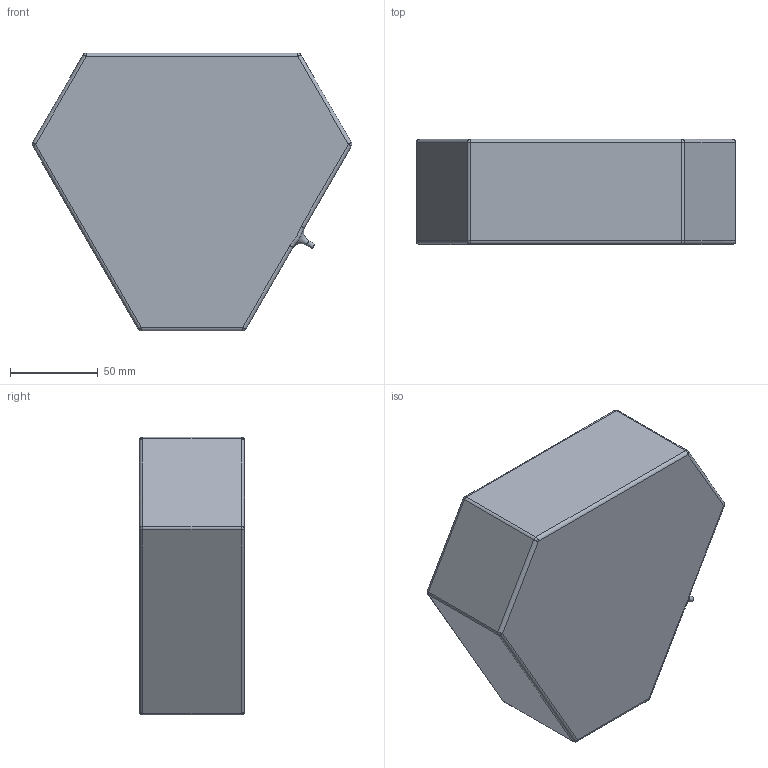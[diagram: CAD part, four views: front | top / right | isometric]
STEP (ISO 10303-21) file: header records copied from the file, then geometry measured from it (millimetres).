
FILE_DESCRIPTION(/* description */ (''),/* implementation_level */ '2;1');
FILE_NAME(/* name */ 'watertank_plate v2.step',/* time_stamp */ '2018-02-05T15:18:29+01:00',/* author */ ('trm79'),/* organization */ (''),/* preprocessor_version */ 'ST-DEVELOPER v16.13',/* originating_system */ 'Autodesk Translation Framework v6.5.0.72',/* authorisation */ '');
FILE_SCHEMA (('AUTOMOTIVE_DESIGN { 1 0 10303 214 3 1 1 }'));
Length unit declared in the file: millimetre
Products named in the file (1): watertank_plate
Bounding box: 182.66 x 60 x 158.73 mm (x, y, z)
Volume: 259659.1 mm3; surface area: 102353.6 mm2
Topology: 1 solids, 1 shells, 89 faces, 194 edges, 107 vertices
Faces by surface type: cylinder 39, plane 26, sphere 16, torus 7, bspline 1
Full cylindrical faces by diameter (mm): 2 x1, 3 x1
Entity records: 2499 total; most frequent: CARTESIAN_POINT 475, DIRECTION 457, ORIENTED_EDGE 388, EDGE_CURVE 194, AXIS2_PLACEMENT_3D 177, VERTEX_POINT 107, LINE 103, VECTOR 103
